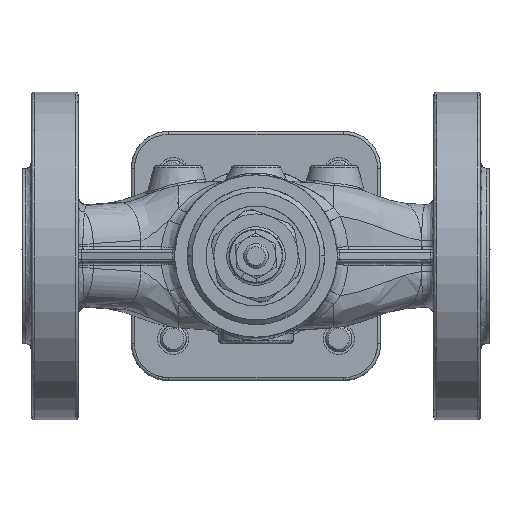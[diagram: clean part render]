
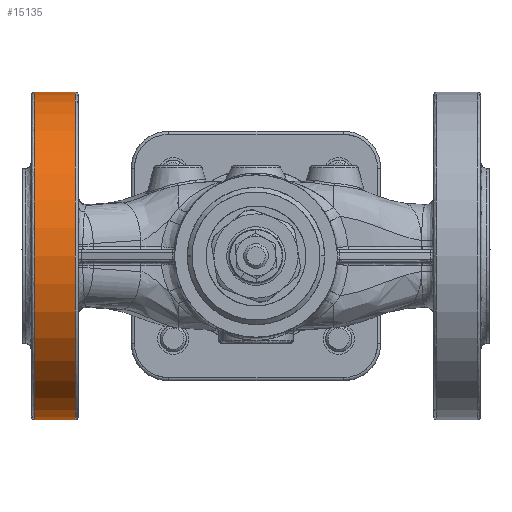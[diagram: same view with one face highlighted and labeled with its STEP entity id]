
A CAD part, front view. The second image highlights one B-rep face of the part: STEP entity #15135.
In plain terms, the highlighted cylindrical face has radius 52.5 mm (diameter 105 mm), a partial arc.
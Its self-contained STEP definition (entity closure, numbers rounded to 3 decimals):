
#15096=CARTESIAN_POINT('Axis2P3D Location',(-78.,0.,0.)) ;
#15101=CARTESIAN_POINT('Line Origine',(-64.5,0.,-52.5)) ;
#15105=CARTESIAN_POINT('Vertex',(-71.,0.,-52.5)) ;
#15107=CARTESIAN_POINT('Vertex',(-58.,0.,-52.5)) ;
#15110=CARTESIAN_POINT('Axis2P3D Location',(-71.,0.,0.)) ;
#15114=CARTESIAN_POINT('Vertex',(-71.,0.,52.5)) ;
#15117=CARTESIAN_POINT('Line Origine',(-64.5,0.,52.5)) ;
#15121=CARTESIAN_POINT('Vertex',(-58.,0.,52.5)) ;
#15124=CARTESIAN_POINT('Axis2P3D Location',(-58.,0.,0.)) ;
#15097=DIRECTION('Axis2P3D Direction',(1.,0.,0.)) ;
#15098=DIRECTION('Axis2P3D XDirection',(-0.,-0.063,-0.998)) ;
#15102=DIRECTION('Vector Direction',(1.,0.,0.)) ;
#15111=DIRECTION('Axis2P3D Direction',(1.,0.,0.)) ;
#15118=DIRECTION('Vector Direction',(1.,0.,0.)) ;
#15125=DIRECTION('Axis2P3D Direction',(1.,0.,0.)) ;
#15099=AXIS2_PLACEMENT_3D('Cylinder Axis2P3D',#15096,#15097,#15098) ;
#15112=AXIS2_PLACEMENT_3D('Circle Axis2P3D',#15110,#15111,$) ;
#15126=AXIS2_PLACEMENT_3D('Circle Axis2P3D',#15124,#15125,$) ;
#15130=ORIENTED_EDGE('',*,*,#15109,.F.) ;
#15131=ORIENTED_EDGE('',*,*,#15116,.F.) ;
#15132=ORIENTED_EDGE('',*,*,#15123,.F.) ;
#15133=ORIENTED_EDGE('',*,*,#15128,.F.) ;
#15103=VECTOR('Line Direction',#15102,1.) ;
#15119=VECTOR('Line Direction',#15118,1.) ;
#15135=ADVANCED_FACE('TRM_SRF161',(#15134),#15100,.T.) ;
#15113=CIRCLE('generated circle',#15112,52.5) ;
#15127=CIRCLE('generated circle',#15126,52.5) ;
#15100=CYLINDRICAL_SURFACE('generated cylinder',#15099,52.5) ;
#15109=EDGE_CURVE('',#15106,#15108,#15104,.T.) ;
#15116=EDGE_CURVE('',#15115,#15106,#15113,.F.) ;
#15123=EDGE_CURVE('',#15122,#15115,#15120,.F.) ;
#15128=EDGE_CURVE('',#15108,#15122,#15127,.T.) ;
#15129=EDGE_LOOP('',(#15130,#15131,#15132,#15133)) ;
#15134=FACE_OUTER_BOUND('',#15129,.T.) ;
#15104=LINE('Line',#15101,#15103) ;
#15120=LINE('Line',#15117,#15119) ;
#15106=VERTEX_POINT('',#15105) ;
#15108=VERTEX_POINT('',#15107) ;
#15115=VERTEX_POINT('',#15114) ;
#15122=VERTEX_POINT('',#15121) ;
